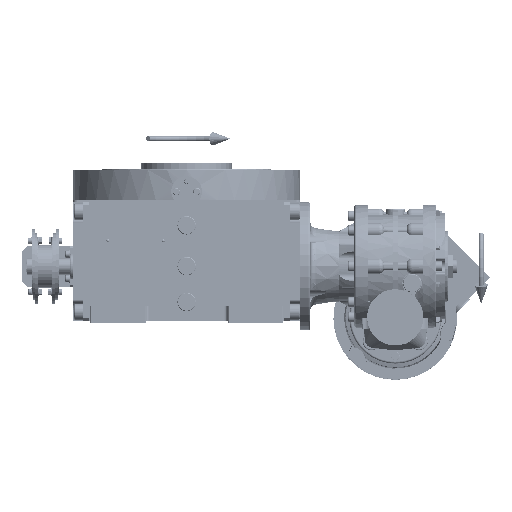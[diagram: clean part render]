
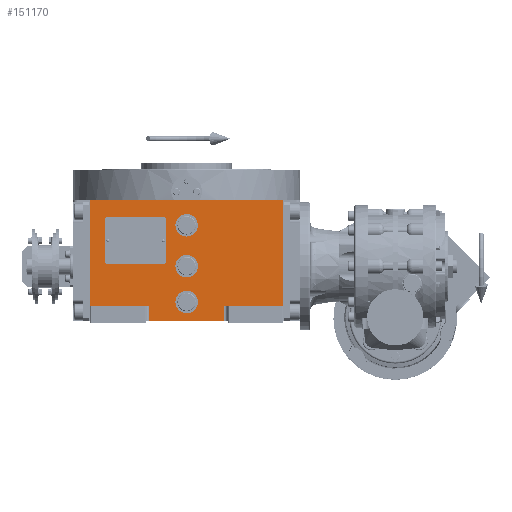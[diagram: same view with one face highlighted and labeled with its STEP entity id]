
A CAD part, top view. The second image highlights one B-rep face of the part: STEP entity #151170.
In plain terms, the highlighted planar face has unit normal (0, 0, 1).
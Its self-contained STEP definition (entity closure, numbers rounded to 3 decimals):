
#526 = VECTOR ( 'NONE', #6789, 1000. ) ;
#755 = DIRECTION ( 'NONE',  ( 1., 0., 0. ) ) ;
#2423 = LINE ( 'NONE', #157943, #116125 ) ;
#4896 = VECTOR ( 'NONE', #167305, 1000. ) ;
#6615 = DIRECTION ( 'NONE',  ( 1., 0., 0. ) ) ;
#6789 = DIRECTION ( 'NONE',  ( 1., 0., 0. ) ) ;
#11214 = AXIS2_PLACEMENT_3D ( 'NONE', #140244, #84725, #32641 ) ;
#11851 = VERTEX_POINT ( 'NONE', #19971 ) ;
#17245 = DIRECTION ( 'NONE',  ( 0., 0., 1. ) ) ;
#18921 = VERTEX_POINT ( 'NONE', #42201 ) ;
#19147 = LINE ( 'NONE', #140825, #24533 ) ;
#19971 = CARTESIAN_POINT ( 'NONE',  ( 94.5, -38.5, 163.5 ) ) ;
#20369 = VERTEX_POINT ( 'NONE', #132751 ) ;
#20892 = AXIS2_PLACEMENT_3D ( 'NONE', #31356, #86915, #21589 ) ;
#21589 = DIRECTION ( 'NONE',  ( -1., 0., 0. ) ) ;
#24533 = VECTOR ( 'NONE', #72939, 1000. ) ;
#27230 = CARTESIAN_POINT ( 'NONE',  ( -37., -53.5, 163.5 ) ) ;
#27606 = DIRECTION ( 'NONE',  ( 1., 0., 0. ) ) ;
#27735 = EDGE_LOOP ( 'NONE', ( #119178, #95651, #47288, #62528, #131810, #120616, #88445, #145832 ) ) ;
#27977 = CARTESIAN_POINT ( 'NONE',  ( 0., 0., 163.5 ) ) ;
#28400 = AXIS2_PLACEMENT_3D ( 'NONE', #27977, #81787, #66836 ) ;
#28973 = LINE ( 'NONE', #27230, #148803 ) ;
#31223 = EDGE_CURVE ( 'NONE', #157207, #11851, #73650, .T. ) ;
#31356 = CARTESIAN_POINT ( 'NONE',  ( 0., 0., 163.5 ) ) ;
#31374 = DIRECTION ( 'NONE',  ( 0., 1., 0. ) ) ;
#32641 = DIRECTION ( 'NONE',  ( -1., 0., 0. ) ) ;
#33126 = VECTOR ( 'NONE', #6615, 1000. ) ;
#33761 = CARTESIAN_POINT ( 'NONE',  ( 11., 40., 163.5 ) ) ;
#35947 = AXIS2_PLACEMENT_3D ( 'NONE', #50171, #155998, #142775 ) ;
#36788 = CARTESIAN_POINT ( 'NONE',  ( 94.5, 64.5, 163.5 ) ) ;
#37415 = EDGE_CURVE ( 'NONE', #11851, #82641, #57823, .T. ) ;
#39150 = VERTEX_POINT ( 'NONE', #161737 ) ;
#39225 = CIRCLE ( 'NONE', #81551, 11. ) ;
#42201 = CARTESIAN_POINT ( 'NONE',  ( 37., -53.5, 163.5 ) ) ;
#42210 = VECTOR ( 'NONE', #31374, 1000. ) ;
#42449 = VERTEX_POINT ( 'NONE', #57924 ) ;
#43744 = ORIENTED_EDGE ( 'NONE', *, *, #71727, .F. ) ;
#47288 = ORIENTED_EDGE ( 'NONE', *, *, #31223, .T. ) ;
#47572 = FACE_BOUND ( 'NONE', #123245, .T. ) ;
#50171 = CARTESIAN_POINT ( 'NONE',  ( -94.5, -53.5, 163.5 ) ) ;
#55792 = CARTESIAN_POINT ( 'NONE',  ( 0., -35., 163.5 ) ) ;
#57823 = LINE ( 'NONE', #124056, #42210 ) ;
#57924 = CARTESIAN_POINT ( 'NONE',  ( -37., -38.5, 163.5 ) ) ;
#62516 = FACE_BOUND ( 'NONE', #116596, .T. ) ;
#62528 = ORIENTED_EDGE ( 'NONE', *, *, #37415, .T. ) ;
#64924 = VERTEX_POINT ( 'NONE', #67685 ) ;
#66836 = DIRECTION ( 'NONE',  ( 1., 0., 0. ) ) ;
#67685 = CARTESIAN_POINT ( 'NONE',  ( -11., 0., 163.5 ) ) ;
#71121 = VECTOR ( 'NONE', #167161, 1000. ) ;
#71248 = CARTESIAN_POINT ( 'NONE',  ( -94.5, 64.5, 163.5 ) ) ;
#71727 = EDGE_CURVE ( 'NONE', #161938, #39150, #161696, .T. ) ;
#72807 = LINE ( 'NONE', #115983, #71121 ) ;
#72939 = DIRECTION ( 'NONE',  ( 0., 1., 0. ) ) ;
#73650 = LINE ( 'NONE', #151285, #33126 ) ;
#77112 = ORIENTED_EDGE ( 'NONE', *, *, #129872, .F. ) ;
#79485 = DIRECTION ( 'NONE',  ( 0., 1., 0. ) ) ;
#79873 = CARTESIAN_POINT ( 'NONE',  ( 37., -38.5, 163.5 ) ) ;
#81166 = EDGE_CURVE ( 'NONE', #39150, #161938, #87279, .T. ) ;
#81551 = AXIS2_PLACEMENT_3D ( 'NONE', #86888, #17245, #126637 ) ;
#81787 = DIRECTION ( 'NONE',  ( 0., 0., 1. ) ) ;
#82641 = VERTEX_POINT ( 'NONE', #36788 ) ;
#83991 = EDGE_CURVE ( 'NONE', #133922, #98536, #143865, .T. ) ;
#84725 = DIRECTION ( 'NONE',  ( 0., 0., 1. ) ) ;
#85143 = CARTESIAN_POINT ( 'NONE',  ( 0., 40., 163.5 ) ) ;
#85694 = AXIS2_PLACEMENT_3D ( 'NONE', #55792, #108746, #27606 ) ;
#86868 = VERTEX_POINT ( 'NONE', #111343 ) ;
#86888 = CARTESIAN_POINT ( 'NONE',  ( 0., 40., 163.5 ) ) ;
#86915 = DIRECTION ( 'NONE',  ( 0., 0., 1. ) ) ;
#87279 = CIRCLE ( 'NONE', #11214, 11. ) ;
#88445 = ORIENTED_EDGE ( 'NONE', *, *, #94804, .T. ) ;
#94672 = EDGE_CURVE ( 'NONE', #86868, #20369, #2423, .T. ) ;
#94804 = EDGE_CURVE ( 'NONE', #86868, #42449, #124195, .T. ) ;
#95651 = ORIENTED_EDGE ( 'NONE', *, *, #167039, .F. ) ;
#98536 = VERTEX_POINT ( 'NONE', #151207 ) ;
#101191 = CARTESIAN_POINT ( 'NONE',  ( 11., -35., 163.5 ) ) ;
#101858 = DIRECTION ( 'NONE',  ( 1., 0., 0. ) ) ;
#102039 = EDGE_CURVE ( 'NONE', #20369, #82641, #102059, .T. ) ;
#102059 = LINE ( 'NONE', #71248, #4896 ) ;
#102278 = FACE_BOUND ( 'NONE', #114057, .T. ) ;
#102731 = EDGE_CURVE ( 'NONE', #159489, #18921, #28973, .T. ) ;
#104480 = ORIENTED_EDGE ( 'NONE', *, *, #83991, .F. ) ;
#108723 = CARTESIAN_POINT ( 'NONE',  ( 11., 0., 163.5 ) ) ;
#108746 = DIRECTION ( 'NONE',  ( 0., 0., 1. ) ) ;
#111343 = CARTESIAN_POINT ( 'NONE',  ( -94.5, -38.5, 163.5 ) ) ;
#114057 = EDGE_LOOP ( 'NONE', ( #43744, #163247 ) ) ;
#115778 = CIRCLE ( 'NONE', #28400, 11. ) ;
#115983 = CARTESIAN_POINT ( 'NONE',  ( 37., -38.5, 163.5 ) ) ;
#116125 = VECTOR ( 'NONE', #79485, 1000. ) ;
#116346 = FACE_OUTER_BOUND ( 'NONE', #27735, .T. ) ;
#116596 = EDGE_LOOP ( 'NONE', ( #104480, #132689 ) ) ;
#119178 = ORIENTED_EDGE ( 'NONE', *, *, #102731, .T. ) ;
#120616 = ORIENTED_EDGE ( 'NONE', *, *, #94672, .F. ) ;
#123245 = EDGE_LOOP ( 'NONE', ( #77112, #163071 ) ) ;
#124056 = CARTESIAN_POINT ( 'NONE',  ( 94.5, -38.5, 163.5 ) ) ;
#124195 = LINE ( 'NONE', #164705, #526 ) ;
#126637 = DIRECTION ( 'NONE',  ( -1., 0., 0. ) ) ;
#129872 = EDGE_CURVE ( 'NONE', #147120, #64924, #115778, .T. ) ;
#131810 = ORIENTED_EDGE ( 'NONE', *, *, #102039, .F. ) ;
#132689 = ORIENTED_EDGE ( 'NONE', *, *, #153052, .F. ) ;
#132751 = CARTESIAN_POINT ( 'NONE',  ( -94.5, 64.5, 163.5 ) ) ;
#133922 = VERTEX_POINT ( 'NONE', #33761 ) ;
#136151 = EDGE_CURVE ( 'NONE', #64924, #147120, #170066, .T. ) ;
#140244 = CARTESIAN_POINT ( 'NONE',  ( 0., -35., 163.5 ) ) ;
#140825 = CARTESIAN_POINT ( 'NONE',  ( -37., -53.5, 163.5 ) ) ;
#140894 = EDGE_CURVE ( 'NONE', #159489, #42449, #19147, .T. ) ;
#142775 = DIRECTION ( 'NONE',  ( 1., 0., 0. ) ) ;
#143865 = CIRCLE ( 'NONE', #146791, 11. ) ;
#145832 = ORIENTED_EDGE ( 'NONE', *, *, #140894, .F. ) ;
#146791 = AXIS2_PLACEMENT_3D ( 'NONE', #85143, #168812, #101858 ) ;
#147120 = VERTEX_POINT ( 'NONE', #108723 ) ;
#147791 = CARTESIAN_POINT ( 'NONE',  ( -37., -53.5, 163.5 ) ) ;
#148803 = VECTOR ( 'NONE', #755, 1000. ) ;
#151170 = ADVANCED_FACE ( 'NONE', ( #47572, #102278, #62516, #116346 ), #156872, .T. ) ;
#151207 = CARTESIAN_POINT ( 'NONE',  ( -11., 40., 163.5 ) ) ;
#151285 = CARTESIAN_POINT ( 'NONE',  ( 37., -38.5, 163.5 ) ) ;
#153052 = EDGE_CURVE ( 'NONE', #98536, #133922, #39225, .T. ) ;
#155998 = DIRECTION ( 'NONE',  ( 0., 0., 1. ) ) ;
#156872 = PLANE ( 'NONE',  #35947 ) ;
#157207 = VERTEX_POINT ( 'NONE', #79873 ) ;
#157943 = CARTESIAN_POINT ( 'NONE',  ( -94.5, -38.5, 163.5 ) ) ;
#159489 = VERTEX_POINT ( 'NONE', #147791 ) ;
#161696 = CIRCLE ( 'NONE', #85694, 11. ) ;
#161737 = CARTESIAN_POINT ( 'NONE',  ( -11., -35., 163.5 ) ) ;
#161938 = VERTEX_POINT ( 'NONE', #101191 ) ;
#163071 = ORIENTED_EDGE ( 'NONE', *, *, #136151, .F. ) ;
#163247 = ORIENTED_EDGE ( 'NONE', *, *, #81166, .F. ) ;
#164705 = CARTESIAN_POINT ( 'NONE',  ( -94.5, -38.5, 163.5 ) ) ;
#167039 = EDGE_CURVE ( 'NONE', #157207, #18921, #72807, .T. ) ;
#167161 = DIRECTION ( 'NONE',  ( 0., -1., 0. ) ) ;
#167305 = DIRECTION ( 'NONE',  ( 1., 0., 0. ) ) ;
#168812 = DIRECTION ( 'NONE',  ( 0., 0., 1. ) ) ;
#170066 = CIRCLE ( 'NONE', #20892, 11. ) ;
